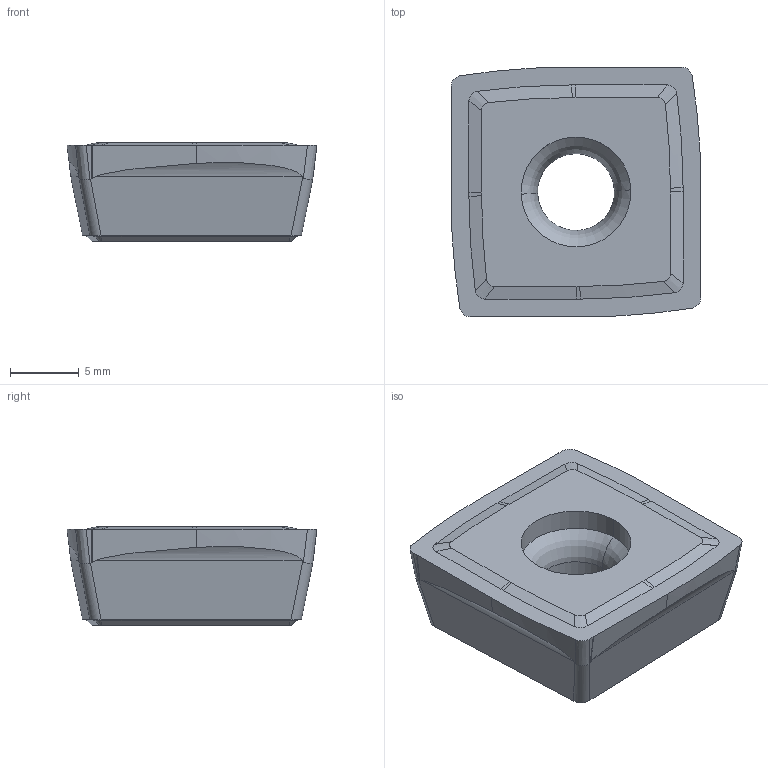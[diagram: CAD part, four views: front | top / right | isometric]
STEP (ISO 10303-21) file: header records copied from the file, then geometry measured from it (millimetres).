
FILE_DESCRIPTION((''),'2;1');
FILE_NAME('SOGX187008-UN','2023-06-21T14:43:36',('tlyae014'),('PTC Japan'),'CREO PARAMETRIC BY PTC INC, 2021424','CREO PARAMETRIC BY PTC INC, 2021424','');
FILE_SCHEMA(('AUTOMOTIVE_DESIGN { 1 0 10303 214 1 1 1 1 }'));
Length unit declared in the file: millimetre
Products named in the file (1): SOGX187008-UN
Bounding box: 18.2 x 18.2 x 7.2 mm (x, y, z)
Volume: 1740.2 mm3; surface area: 1086.7 mm2
Topology: 1 solids, 1 shells, 78 faces, 230 edges, 156 vertices
Faces by surface type: plane 28, bspline 24, cylinder 20, cone 4, torus 2
Entity records: 4762 total; most frequent: CARTESIAN_POINT 2144, ORIENTED_EDGE 420, DIRECTION 282, PRESENTATION_STYLE_ASSIGNMENT 233, STYLED_ITEM 233, CURVE_STYLE 232, EDGE_CURVE 210, VERTEX_POINT 136
